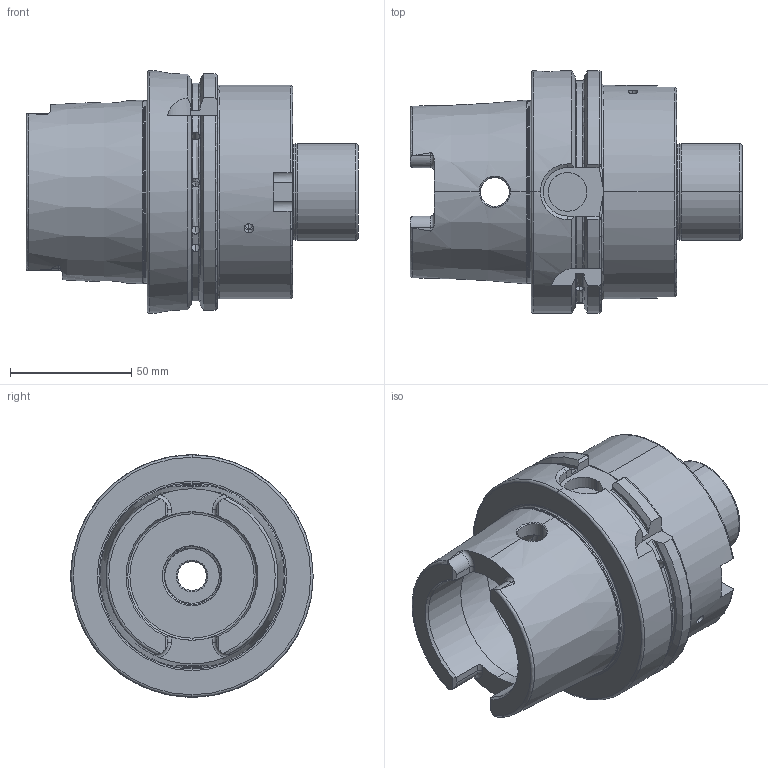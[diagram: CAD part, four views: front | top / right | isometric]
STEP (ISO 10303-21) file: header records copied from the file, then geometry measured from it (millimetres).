
FILE_DESCRIPTION (( 'STEP AP203' ), '1' );
FILE_NAME ('A100.11.40.STEP', '2016-10-19T01:25:15', ( '' ), ( '' ), 'SwSTEP 2.0', 'SolidWorks 2012', '' );
FILE_SCHEMA (( 'CONFIG_CONTROL_DESIGN' ));
Products named in the file (1): A100.11.40
Bounding box: 137 x 100 x 100 mm (x, y, z)
Volume: 439064.3 mm3; surface area: 76428.3 mm2
Topology: 1 solids, 1 shells, 473 faces, 1309 edges, 818 vertices
Faces by surface type: cylinder 251, cone 76, plane 72, torus 42, bspline 32
Entity records: 37572 total; most frequent: CARTESIAN_POINT 27009, ORIENTED_EDGE 2558, DIRECTION 1844, EDGE_CURVE 1279, VERTEX_POINT 818, AXIS2_PLACEMENT_3D 715, EDGE_LOOP 497, ADVANCED_FACE 473
